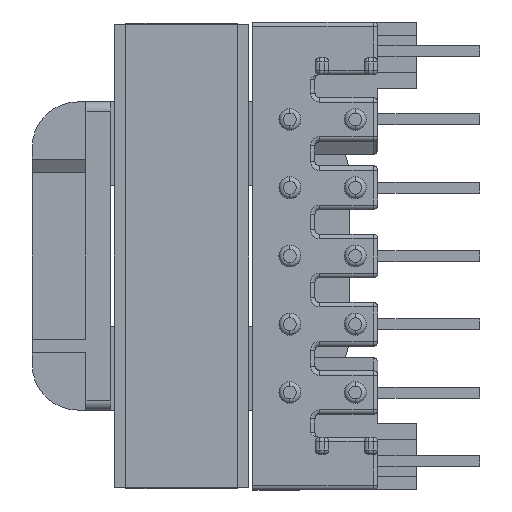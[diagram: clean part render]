
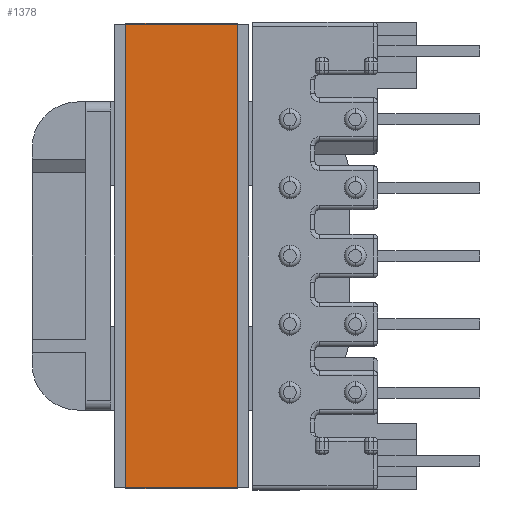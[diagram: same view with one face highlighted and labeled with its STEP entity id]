
A CAD part, left-side view. The second image highlights one B-rep face of the part: STEP entity #1378.
In plain terms, the highlighted face is planar.
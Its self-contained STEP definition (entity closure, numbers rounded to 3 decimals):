
#1378 = ADVANCED_FACE ( 'NONE', ( #17146 ), #1824, .T. ) ;
#1782 = DIRECTION ( 'NONE',  ( 0., 0., 1. ) ) ;
#1824 = PLANE ( 'NONE',  #18270 ) ;
#2145 = DIRECTION ( 'NONE',  ( -1., 0., 0. ) ) ;
#2180 = CARTESIAN_POINT ( 'NONE',  ( -0.102, 0.102, -6.22 ) ) ;
#3282 = EDGE_CURVE ( 'NONE', #18334, #20275, #9989, .T. ) ;
#4155 = EDGE_CURVE ( 'NONE', #18334, #16122, #4321, .T. ) ;
#4290 = DIRECTION ( 'NONE',  ( 0., 0., 1. ) ) ;
#4321 = LINE ( 'NONE', #11571, #14847 ) ;
#5154 = CARTESIAN_POINT ( 'NONE',  ( -0.102, 0.102, -6.22 ) ) ;
#5505 = VERTEX_POINT ( 'NONE', #18220 ) ;
#6560 = CARTESIAN_POINT ( 'NONE',  ( -0.102, 0.102, -6.22 ) ) ;
#7344 = VECTOR ( 'NONE', #2145, 1000. ) ;
#8070 = ORIENTED_EDGE ( 'NONE', *, *, #19911, .T. ) ;
#8646 = VECTOR ( 'NONE', #8694, 1000. ) ;
#8694 = DIRECTION ( 'NONE',  ( 0., 0., 1. ) ) ;
#8795 = CARTESIAN_POINT ( 'NONE',  ( 25.902, 0.102, -6.22 ) ) ;
#9989 = LINE ( 'NONE', #12361, #26016 ) ;
#10004 = EDGE_CURVE ( 'NONE', #20275, #5505, #19159, .T. ) ;
#11571 = CARTESIAN_POINT ( 'NONE',  ( -0.102, 0.102, -6.22 ) ) ;
#12361 = CARTESIAN_POINT ( 'NONE',  ( 25.902, 0.102, -6.22 ) ) ;
#13145 = CARTESIAN_POINT ( 'NONE',  ( 25.902, 0.102, 0. ) ) ;
#13669 = DIRECTION ( 'NONE',  ( -1., 0., 0. ) ) ;
#14769 = DIRECTION ( 'NONE',  ( 0., 1., 0. ) ) ;
#14847 = VECTOR ( 'NONE', #13669, 1000. ) ;
#16122 = VERTEX_POINT ( 'NONE', #5154 ) ;
#16289 = ORIENTED_EDGE ( 'NONE', *, *, #3282, .F. ) ;
#17146 = FACE_OUTER_BOUND ( 'NONE', #17295, .T. ) ;
#17295 = EDGE_LOOP ( 'NONE', ( #26819, #16289, #24747, #8070 ) ) ;
#18220 = CARTESIAN_POINT ( 'NONE',  ( -0.102, 0.102, 0. ) ) ;
#18270 = AXIS2_PLACEMENT_3D ( 'NONE', #2180, #14769, #4290 ) ;
#18334 = VERTEX_POINT ( 'NONE', #8795 ) ;
#19159 = LINE ( 'NONE', #21100, #7344 ) ;
#19762 = LINE ( 'NONE', #6560, #8646 ) ;
#19911 = EDGE_CURVE ( 'NONE', #16122, #5505, #19762, .T. ) ;
#20275 = VERTEX_POINT ( 'NONE', #13145 ) ;
#21100 = CARTESIAN_POINT ( 'NONE',  ( -0.102, 0.102, 0. ) ) ;
#24747 = ORIENTED_EDGE ( 'NONE', *, *, #4155, .T. ) ;
#26016 = VECTOR ( 'NONE', #1782, 1000. ) ;
#26819 = ORIENTED_EDGE ( 'NONE', *, *, #10004, .F. ) ;
